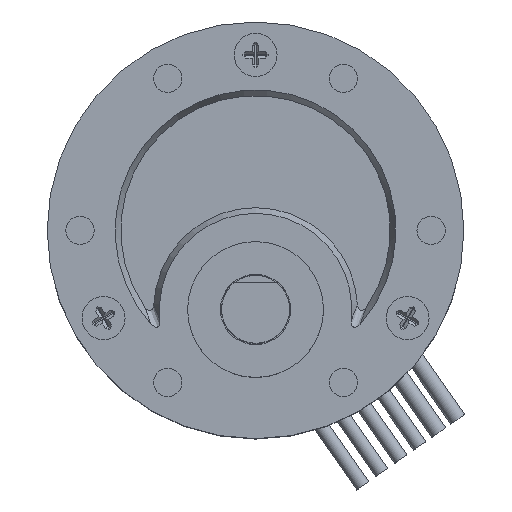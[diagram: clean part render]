
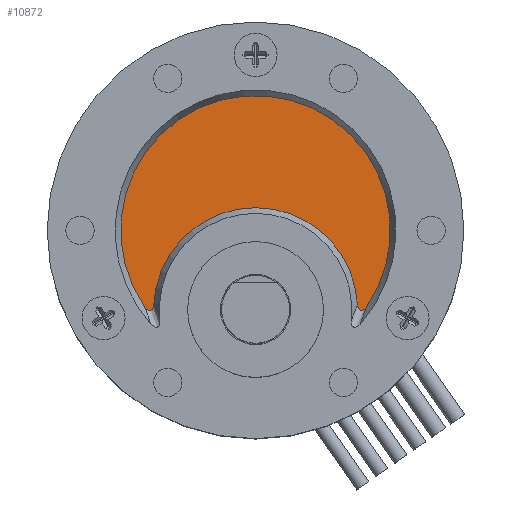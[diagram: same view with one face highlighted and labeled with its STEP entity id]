
A CAD part, top view. The second image highlights one B-rep face of the part: STEP entity #10872.
In plain terms, the highlighted planar face has unit normal (0, 0, 1).
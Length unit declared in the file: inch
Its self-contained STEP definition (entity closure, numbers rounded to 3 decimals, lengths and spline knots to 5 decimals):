
#283=PLANE('',#11688);
#688=B_SPLINE_CURVE_WITH_KNOTS('',3,(#19483,#19484,#19485,#19486,#19487,
#19488,#19489,#19490,#19491,#19492,#19493,#19494,#19495,#19496,#19497,#19498,
#19499,#19500),.UNSPECIFIED.,.F.,.F.,(4,2,2,2,2,2,2,2,4),(-0.12912,
-0.10578,-0.08783,-0.07547,-0.06473,
-0.05388,-0.04085,-0.0217,0.),
 .UNSPECIFIED.);
#689=B_SPLINE_CURVE_WITH_KNOTS('',3,(#19501,#19502,#19503,#19504,#19505,
#19506,#19507,#19508,#19509,#19510,#19511,#19512,#19513,#19514,#19515,#19516,
#19517,#19518),.UNSPECIFIED.,.F.,.F.,(4,2,2,2,2,2,2,2,4),(-0.12893,
-0.10799,-0.0886,-0.07546,-0.06461,
-0.05388,-0.04164,-0.02396,0.),
 .UNSPECIFIED.);
#1003=FACE_OUTER_BOUND('',#1650,.T.);
#1650=EDGE_LOOP('',(#7969,#7970,#7971,#7972));
#4215=CIRCLE('',#11477,0.4685);
#4219=CIRCLE('',#11482,0.35433);
#4709=VERTEX_POINT('',#18712);
#4710=VERTEX_POINT('',#18713);
#4716=VERTEX_POINT('',#18735);
#4717=VERTEX_POINT('',#18737);
#5719=EDGE_CURVE('',#4709,#4710,#4215,.T.);
#5726=EDGE_CURVE('',#4717,#4716,#4219,.T.);
#6070=EDGE_CURVE('',#4716,#4709,#688,.T.);
#6071=EDGE_CURVE('',#4710,#4717,#689,.T.);
#7969=ORIENTED_EDGE('',*,*,#5726,.T.);
#7970=ORIENTED_EDGE('',*,*,#6070,.T.);
#7971=ORIENTED_EDGE('',*,*,#5719,.T.);
#7972=ORIENTED_EDGE('',*,*,#6071,.T.);
#10872=ADVANCED_FACE('',(#1003),#283,.T.);
#11477=AXIS2_PLACEMENT_3D('',#18714,#12577,#12578);
#11482=AXIS2_PLACEMENT_3D('',#18738,#12587,#12588);
#11688=AXIS2_PLACEMENT_3D('',#19482,#13298,#13299);
#12577=DIRECTION('center_axis',(0.,0.,
1.));
#12578=DIRECTION('ref_axis',(1.,0.,0.));
#12587=DIRECTION('center_axis',(0.,0.,
-1.));
#12588=DIRECTION('ref_axis',(1.,0.,0.));
#13298=DIRECTION('center_axis',(0.,0.,
1.));
#13299=DIRECTION('ref_axis',(1.,0.,0.));
#18712=CARTESIAN_POINT('',(1.17036,-0.26565,0.35287));
#18713=CARTESIAN_POINT('',(0.39854,-0.26565,0.35287));
#18714=CARTESIAN_POINT('Origin',(0.78445,0.,
0.35287));
#18735=CARTESIAN_POINT('',(1.13827,-0.25661,0.35287));
#18737=CARTESIAN_POINT('',(0.43063,-0.25661,0.35287));
#18738=CARTESIAN_POINT('Origin',(0.78445,-0.27559,0.35287));
#19482=CARTESIAN_POINT('Origin',(0.78445,0.,
0.35287));
#19483=CARTESIAN_POINT('Ctrl Pts',(1.13827,-0.25661,
0.35287));
#19484=CARTESIAN_POINT('Ctrl Pts',(1.13843,-0.25967,
0.35287));
#19485=CARTESIAN_POINT('Ctrl Pts',(1.13888,-0.26279,
0.35287));
#19486=CARTESIAN_POINT('Ctrl Pts',(1.14039,-0.26797,
0.35287));
#19487=CARTESIAN_POINT('Ctrl Pts',(1.14133,-0.2702,
0.35287));
#19488=CARTESIAN_POINT('Ctrl Pts',(1.14352,-0.27348,
0.35287));
#19489=CARTESIAN_POINT('Ctrl Pts',(1.14459,-0.2747,
0.35287));
#19490=CARTESIAN_POINT('Ctrl Pts',(1.14699,-0.27651,0.35287));
#19491=CARTESIAN_POINT('Ctrl Pts',(1.14823,-0.27713,
0.35287));
#19492=CARTESIAN_POINT('Ctrl Pts',(1.15093,-0.27788,
0.35287));
#19493=CARTESIAN_POINT('Ctrl Pts',(1.15233,-0.27798,
0.35287));
#19494=CARTESIAN_POINT('Ctrl Pts',(1.15542,-0.27766,
0.35287));
#19495=CARTESIAN_POINT('Ctrl Pts',(1.15707,-0.27715,
0.35287));
#19496=CARTESIAN_POINT('Ctrl Pts',(1.16087,-0.27538,
0.35287));
#19497=CARTESIAN_POINT('Ctrl Pts',(1.16295,-0.27386,
0.35287));
#19498=CARTESIAN_POINT('Ctrl Pts',(1.16688,-0.27024,
0.35287));
#19499=CARTESIAN_POINT('Ctrl Pts',(1.16874,-0.268,
0.35287));
#19500=CARTESIAN_POINT('Ctrl Pts',(1.17036,-0.26565,
0.35287));
#19501=CARTESIAN_POINT('Ctrl Pts',(0.39854,-0.26565,
0.35287));
#19502=CARTESIAN_POINT('Ctrl Pts',(0.4001,-0.26792,
0.35287));
#19503=CARTESIAN_POINT('Ctrl Pts',(0.40189,-0.27008,
0.35287));
#19504=CARTESIAN_POINT('Ctrl Pts',(0.40574,-0.2737,
0.35287));
#19505=CARTESIAN_POINT('Ctrl Pts',(0.40784,-0.27527,
0.35287));
#19506=CARTESIAN_POINT('Ctrl Pts',(0.41167,-0.2771,
0.35287));
#19507=CARTESIAN_POINT('Ctrl Pts',(0.41332,-0.27763,
0.35287));
#19508=CARTESIAN_POINT('Ctrl Pts',(0.41643,-0.27798,
0.35287));
#19509=CARTESIAN_POINT('Ctrl Pts',(0.41783,-0.2779,
0.35287));
#19510=CARTESIAN_POINT('Ctrl Pts',(0.42055,-0.27718,
0.35287));
#19511=CARTESIAN_POINT('Ctrl Pts',(0.42179,-0.27657,
0.35287));
#19512=CARTESIAN_POINT('Ctrl Pts',(0.4242,-0.27479,
0.35287));
#19513=CARTESIAN_POINT('Ctrl Pts',(0.42528,-0.2736,
0.35287));
#19514=CARTESIAN_POINT('Ctrl Pts',(0.42748,-0.27037,
0.35287));
#19515=CARTESIAN_POINT('Ctrl Pts',(0.42842,-0.26818,
0.35287));
#19516=CARTESIAN_POINT('Ctrl Pts',(0.42999,-0.26297,
0.35287));
#19517=CARTESIAN_POINT('Ctrl Pts',(0.43046,-0.25975,
0.35287));
#19518=CARTESIAN_POINT('Ctrl Pts',(0.43063,-0.25661,
0.35287));
